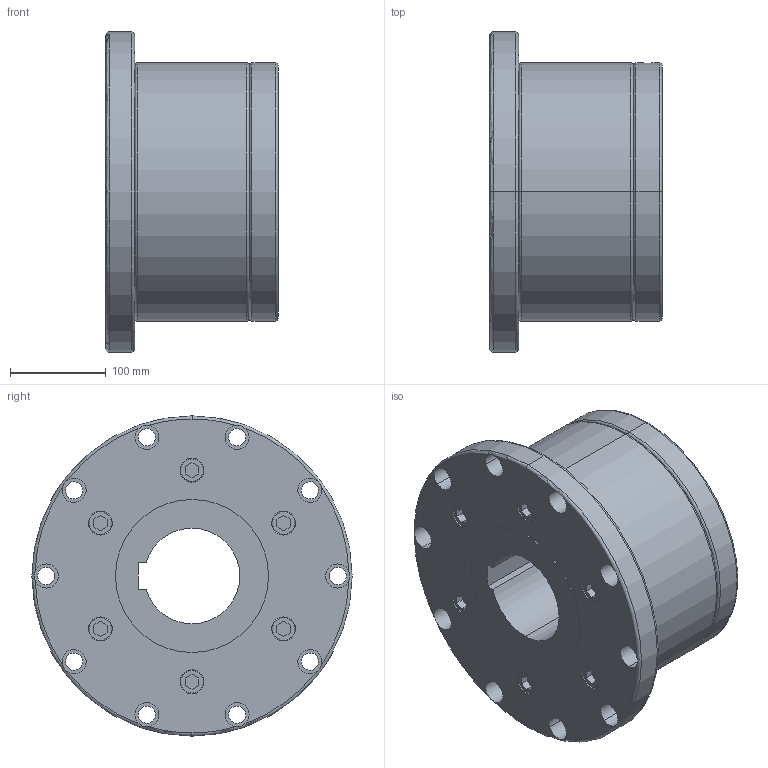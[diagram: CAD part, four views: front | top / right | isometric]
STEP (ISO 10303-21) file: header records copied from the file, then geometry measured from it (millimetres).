
FILE_DESCRIPTION(('STEP AP214'),'1');
FILE_NAME('gl_100_f2-d2.stp','2019-09-14T10:44:22',('TraceParts'),('TraceParts S.A.'),'Spatial InterOp 3D',' ',' ');
FILE_SCHEMA(('AUTOMOTIVE_DESIGN { 1 0 10303 214 1 1 1 1 }'));
Length unit declared in the file: millimetre
Products named in the file (1): gl_100_f2-d2
Bounding box: 182 x 335 x 335 mm (x, y, z)
Volume: 9649909.6 mm3; surface area: 432922.4 mm2
Topology: 1 solids, 1 shells, 277 faces, 711 edges, 477 vertices
Faces by surface type: plane 132, cylinder 109, torus 36
Entity records: 8979 total; most frequent: CARTESIAN_POINT 1823, DIRECTION 1606, ORIENTED_EDGE 1422, EDGE_CURVE 711, AXIS2_PLACEMENT_3D 630, VERTEX_POINT 477, CIRCLE 352, LINE 346
